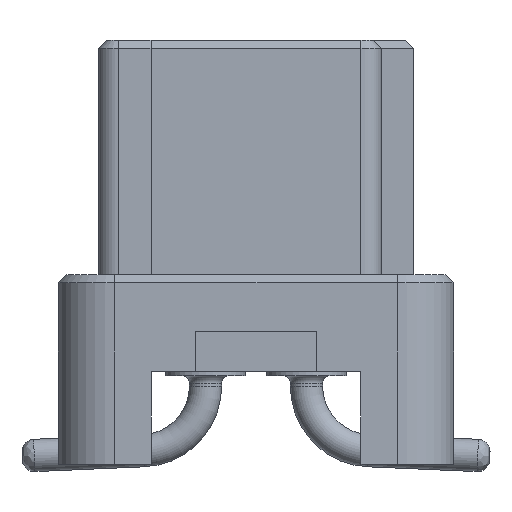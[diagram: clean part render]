
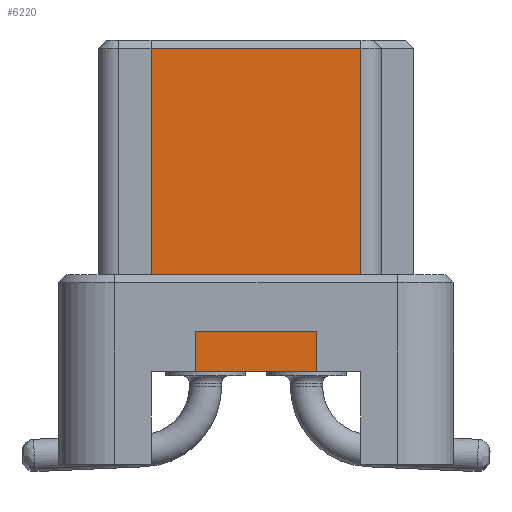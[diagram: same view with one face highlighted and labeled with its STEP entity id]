
A CAD part, left-side view. The second image highlights one B-rep face of the part: STEP entity #6220.
In plain terms, the highlighted planar face has unit normal (-1, 0, 0).
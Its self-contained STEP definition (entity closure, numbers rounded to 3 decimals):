
#1640=DIRECTION('',(0.,0.,1.));
#1641=VECTOR('',#1640,4.);
#1642=CARTESIAN_POINT('',(-6.325,-1.3,-1.2));
#1643=LINE('',#1642,#1641);
#1910=DIRECTION('',(0.,-1.,0.));
#1911=VECTOR('',#1910,2.6);
#1912=CARTESIAN_POINT('',(-6.325,1.3,2.8));
#1913=LINE('',#1912,#1911);
#1917=DIRECTION('',(0.,1.,0.));
#1918=VECTOR('',#1917,2.6);
#1919=CARTESIAN_POINT('',(-6.325,-1.3,-1.2));
#1920=LINE('',#1919,#1918);
#1924=DIRECTION('',(0.,0.,1.));
#1925=VECTOR('',#1924,4.);
#1926=CARTESIAN_POINT('',(-6.325,1.3,-1.2));
#1927=LINE('',#1926,#1925);
#4291=CARTESIAN_POINT('',(-6.325,1.3,2.8));
#4292=CARTESIAN_POINT('',(-6.325,-1.3,2.8));
#4293=VERTEX_POINT('',#4291);
#4294=VERTEX_POINT('',#4292);
#4443=CARTESIAN_POINT('',(-6.325,1.3,-1.2));
#4445=VERTEX_POINT('',#4443);
#4456=CARTESIAN_POINT('',(-6.325,-1.3,-1.2));
#4458=VERTEX_POINT('',#4456);
#6208=CARTESIAN_POINT('',(-6.325,1.3,-2.875));
#6209=DIRECTION('',(1.,0.,0.));
#6210=DIRECTION('',(0.,-1.,0.));
#6211=AXIS2_PLACEMENT_3D('',#6208,#6209,#6210);
#6212=PLANE('',#6211);
#6214=ORIENTED_EDGE('',*,*,#6213,.T.);
#6215=ORIENTED_EDGE('',*,*,#5972,.F.);
#6216=ORIENTED_EDGE('',*,*,#5149,.T.);
#6217=ORIENTED_EDGE('',*,*,#5370,.T.);
#6218=EDGE_LOOP('',(#6214,#6215,#6216,#6217));
#6219=FACE_OUTER_BOUND('',#6218,.F.);
#6220=ADVANCED_FACE('',(#6219),#6212,.F.);
#5149=EDGE_CURVE('',#4458,#4445,#1920,.T.);
#5370=EDGE_CURVE('',#4445,#4293,#1927,.T.);
#5972=EDGE_CURVE('',#4458,#4294,#1643,.T.);
#6213=EDGE_CURVE('',#4293,#4294,#1913,.T.);
